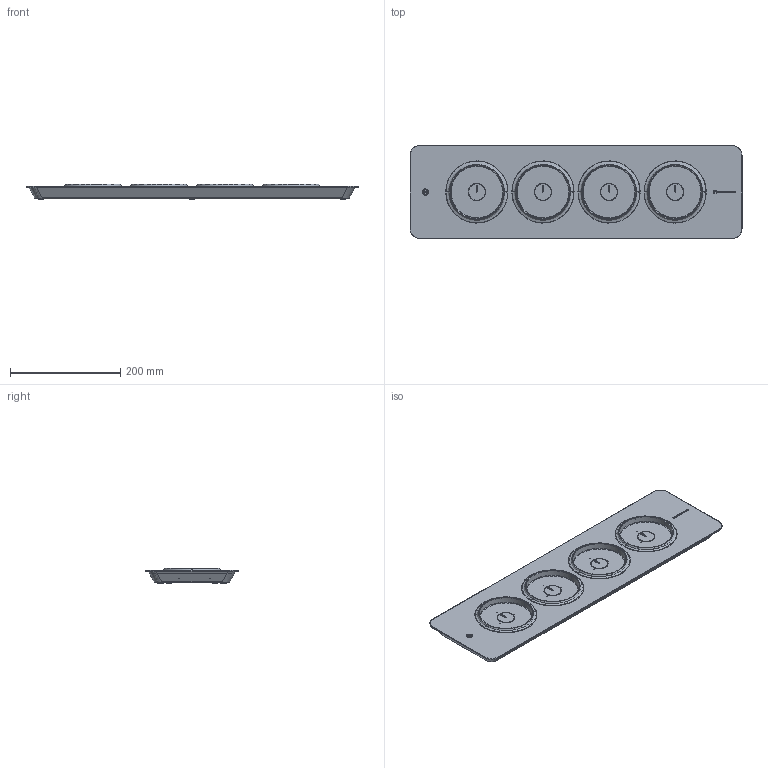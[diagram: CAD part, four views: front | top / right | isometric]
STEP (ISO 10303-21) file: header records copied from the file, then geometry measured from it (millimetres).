
FILE_DESCRIPTION(('none'),'2,1');
FILE_NAME('','Thu Sep 05 09:40:41 2019',('Unknown author'),(''),'HOOPS Exchange','Windows','Unknown authorisation');
FILE_SCHEMA( ('AUTOMOTIVE_DESIGN { 1 0 10303 214 1 1 1 1 }') );
Length unit declared in the file: millimetre
Products named in the file (2): 561306-01; 561306.30-01
Assembly tree (1 placements, depth 2):
  561306-01
    561306.30-01
Bounding box: 603 x 169 x 28.73 mm (x, y, z)
Volume: 573657.5 mm3; surface area: 507934.6 mm2
Topology: 30 solids, 30 shells, 5973 faces, 15715 edges, 10049 vertices
Faces by surface type: bspline 5973
Entity records: 240449 total; most frequent: CARTESIAN_POINT 148581, ORIENTED_EDGE 31192, EDGE_CURVE 15596, B_SPLINE_CURVE_WITH_KNOTS 12624, VERTEX_POINT 10049, EDGE_LOOP 6451, FACE_BOUND 6451, ADVANCED_FACE 5973
